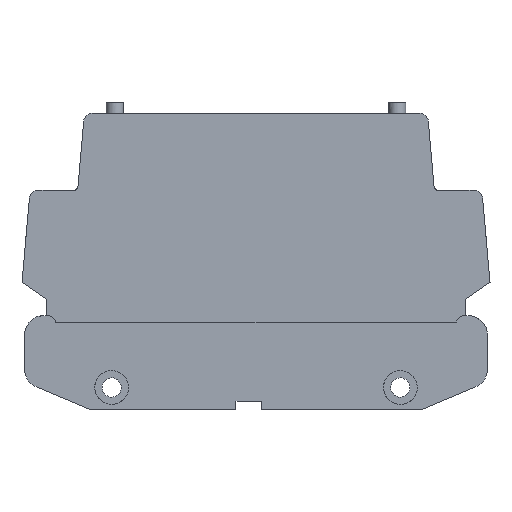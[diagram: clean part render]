
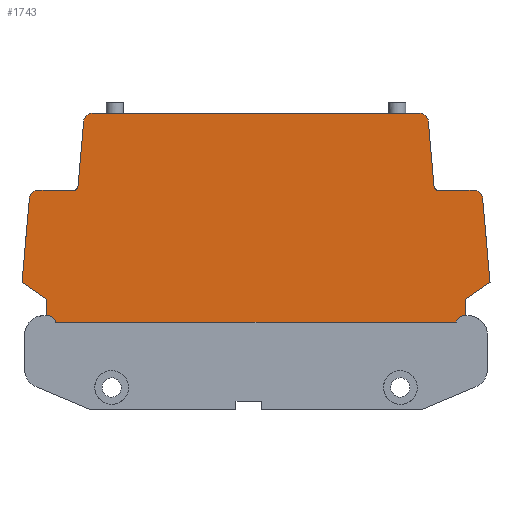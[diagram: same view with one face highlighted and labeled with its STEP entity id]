
A CAD part, left-side view. The second image highlights one B-rep face of the part: STEP entity #1743.
In plain terms, the highlighted planar face has unit normal (-1, 0, 0).
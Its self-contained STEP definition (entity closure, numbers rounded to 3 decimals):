
#657=AXIS2_PLACEMENT_3D('Circle Axis2P3D',#655,#656,$) ;
#700=AXIS2_PLACEMENT_3D('Circle Axis2P3D',#698,#699,$) ;
#757=AXIS2_PLACEMENT_3D('Circle Axis2P3D',#755,#756,$) ;
#807=AXIS2_PLACEMENT_3D('Circle Axis2P3D',#805,#806,$) ;
#850=AXIS2_PLACEMENT_3D('Circle Axis2P3D',#848,#849,$) ;
#902=AXIS2_PLACEMENT_3D('Circle Axis2P3D',#900,#901,$) ;
#1698=AXIS2_PLACEMENT_3D('Plane Axis2P3D',#1695,#1696,#1697) ;
#1702=AXIS2_PLACEMENT_3D('Circle Axis2P3D',#1700,#1701,$) ;
#1716=AXIS2_PLACEMENT_3D('Circle Axis2P3D',#1714,#1715,$) ;
#593=CARTESIAN_POINT('Line Origine',(1.3,108.567,39.538)) ;
#597=CARTESIAN_POINT('Vertex',(1.3,109.427,29.701)) ;
#599=CARTESIAN_POINT('Vertex',(1.3,107.706,49.374)) ;
#652=CARTESIAN_POINT('Vertex',(1.3,105.714,51.2)) ;
#655=CARTESIAN_POINT('Axis2P3D Location',(1.3,105.714,49.2)) ;
#673=CARTESIAN_POINT('Line Origine',(1.3,101.526,51.2)) ;
#677=CARTESIAN_POINT('Vertex',(1.3,97.337,51.2)) ;
#698=CARTESIAN_POINT('Axis2P3D Location',(1.3,97.338,52.2)) ;
#702=CARTESIAN_POINT('Vertex',(1.3,96.341,52.113)) ;
#723=CARTESIAN_POINT('Line Origine',(1.3,95.674,59.744)) ;
#727=CARTESIAN_POINT('Vertex',(1.3,95.006,67.374)) ;
#752=CARTESIAN_POINT('Vertex',(1.3,93.014,69.2)) ;
#755=CARTESIAN_POINT('Axis2P3D Location',(1.3,93.014,67.2)) ;
#773=CARTESIAN_POINT('Line Origine',(1.3,54.714,69.2)) ;
#777=CARTESIAN_POINT('Vertex',(1.3,16.414,69.2)) ;
#802=CARTESIAN_POINT('Vertex',(1.3,14.421,67.374)) ;
#805=CARTESIAN_POINT('Axis2P3D Location',(1.3,16.414,67.2)) ;
#823=CARTESIAN_POINT('Line Origine',(1.3,13.754,59.744)) ;
#827=CARTESIAN_POINT('Vertex',(1.3,13.086,52.113)) ;
#848=CARTESIAN_POINT('Axis2P3D Location',(1.3,12.09,52.2)) ;
#852=CARTESIAN_POINT('Vertex',(1.3,12.09,51.2)) ;
#868=CARTESIAN_POINT('Line Origine',(1.3,7.902,51.2)) ;
#872=CARTESIAN_POINT('Vertex',(1.3,3.714,51.2)) ;
#897=CARTESIAN_POINT('Vertex',(1.3,1.721,49.374)) ;
#900=CARTESIAN_POINT('Axis2P3D Location',(1.3,3.714,49.2)) ;
#918=CARTESIAN_POINT('Line Origine',(1.3,0.861,39.538)) ;
#922=CARTESIAN_POINT('Vertex',(1.3,0.,29.701)) ;
#1034=CARTESIAN_POINT('Line Origine',(1.3,2.857,27.7)) ;
#1038=CARTESIAN_POINT('Vertex',(1.3,5.714,25.7)) ;
#1059=CARTESIAN_POINT('Line Origine',(1.3,5.714,23.8)) ;
#1063=CARTESIAN_POINT('Vertex',(1.3,5.714,21.9)) ;
#1090=CARTESIAN_POINT('Vertex',(1.3,5.964,21.9)) ;
#1126=CARTESIAN_POINT('Line Origine',(1.3,5.839,21.9)) ;
#1337=CARTESIAN_POINT('Vertex',(1.3,103.464,21.9)) ;
#1340=CARTESIAN_POINT('Line Origine',(1.3,103.589,21.9)) ;
#1344=CARTESIAN_POINT('Vertex',(1.3,103.714,21.9)) ;
#1374=CARTESIAN_POINT('Vertex',(1.3,103.714,25.7)) ;
#1377=CARTESIAN_POINT('Line Origine',(1.3,103.714,23.8)) ;
#1395=CARTESIAN_POINT('Line Origine',(1.3,106.57,27.7)) ;
#1695=CARTESIAN_POINT('Axis2P3D Location',(1.3,54.714,0.)) ;
#1700=CARTESIAN_POINT('Axis2P3D Location',(1.3,103.464,19.9)) ;
#1704=CARTESIAN_POINT('Vertex',(1.3,101.527,20.4)) ;
#1707=CARTESIAN_POINT('Line Origine',(1.3,54.714,20.4)) ;
#1711=CARTESIAN_POINT('Vertex',(1.3,7.9,20.4)) ;
#1714=CARTESIAN_POINT('Axis2P3D Location',(1.3,5.964,19.9)) ;
#594=DIRECTION('Vector Direction',(0.,-0.087,0.996)) ;
#656=DIRECTION('Axis2P3D Direction',(1.,0.,0.)) ;
#674=DIRECTION('Vector Direction',(0.,-1.,0.)) ;
#699=DIRECTION('Axis2P3D Direction',(1.,0.,0.)) ;
#724=DIRECTION('Vector Direction',(0.,-0.087,0.996)) ;
#756=DIRECTION('Axis2P3D Direction',(1.,0.,0.)) ;
#774=DIRECTION('Vector Direction',(0.,-1.,0.)) ;
#806=DIRECTION('Axis2P3D Direction',(1.,0.,0.)) ;
#824=DIRECTION('Vector Direction',(0.,-0.087,-0.996)) ;
#849=DIRECTION('Axis2P3D Direction',(1.,0.,0.)) ;
#869=DIRECTION('Vector Direction',(0.,-1.,0.)) ;
#901=DIRECTION('Axis2P3D Direction',(1.,0.,0.)) ;
#919=DIRECTION('Vector Direction',(0.,-0.087,-0.996)) ;
#1035=DIRECTION('Vector Direction',(0.,0.819,-0.574)) ;
#1060=DIRECTION('Vector Direction',(0.,0.,-1.)) ;
#1127=DIRECTION('Vector Direction',(0.,-1.,0.)) ;
#1341=DIRECTION('Vector Direction',(0.,-1.,0.)) ;
#1378=DIRECTION('Vector Direction',(0.,0.,-1.)) ;
#1396=DIRECTION('Vector Direction',(0.,0.819,0.574)) ;
#1696=DIRECTION('Axis2P3D Direction',(1.,0.,0.)) ;
#1697=DIRECTION('Axis2P3D XDirection',(0.,1.,0.)) ;
#1701=DIRECTION('Axis2P3D Direction',(1.,0.,0.)) ;
#1708=DIRECTION('Vector Direction',(0.,-1.,0.)) ;
#1715=DIRECTION('Axis2P3D Direction',(1.,0.,0.)) ;
#595=VECTOR('Line Direction',#594,1.) ;
#675=VECTOR('Line Direction',#674,1.) ;
#725=VECTOR('Line Direction',#724,1.) ;
#775=VECTOR('Line Direction',#774,1.) ;
#825=VECTOR('Line Direction',#824,1.) ;
#870=VECTOR('Line Direction',#869,1.) ;
#920=VECTOR('Line Direction',#919,1.) ;
#1036=VECTOR('Line Direction',#1035,1.) ;
#1061=VECTOR('Line Direction',#1060,1.) ;
#1128=VECTOR('Line Direction',#1127,1.) ;
#1342=VECTOR('Line Direction',#1341,1.) ;
#1379=VECTOR('Line Direction',#1378,1.) ;
#1397=VECTOR('Line Direction',#1396,1.) ;
#1709=VECTOR('Line Direction',#1708,1.) ;
#1720=ORIENTED_EDGE('',*,*,#1040,.F.) ;
#1721=ORIENTED_EDGE('',*,*,#924,.F.) ;
#1722=ORIENTED_EDGE('',*,*,#904,.F.) ;
#1723=ORIENTED_EDGE('',*,*,#874,.F.) ;
#1724=ORIENTED_EDGE('',*,*,#854,.T.) ;
#1725=ORIENTED_EDGE('',*,*,#829,.F.) ;
#1726=ORIENTED_EDGE('',*,*,#809,.F.) ;
#1727=ORIENTED_EDGE('',*,*,#779,.F.) ;
#1728=ORIENTED_EDGE('',*,*,#759,.F.) ;
#1729=ORIENTED_EDGE('',*,*,#729,.F.) ;
#1730=ORIENTED_EDGE('',*,*,#704,.T.) ;
#1731=ORIENTED_EDGE('',*,*,#679,.F.) ;
#1732=ORIENTED_EDGE('',*,*,#659,.F.) ;
#1733=ORIENTED_EDGE('',*,*,#601,.F.) ;
#1734=ORIENTED_EDGE('',*,*,#1399,.F.) ;
#1735=ORIENTED_EDGE('',*,*,#1381,.T.) ;
#1736=ORIENTED_EDGE('',*,*,#1346,.T.) ;
#1737=ORIENTED_EDGE('',*,*,#1706,.T.) ;
#1738=ORIENTED_EDGE('',*,*,#1713,.T.) ;
#1739=ORIENTED_EDGE('',*,*,#1718,.T.) ;
#1740=ORIENTED_EDGE('',*,*,#1130,.T.) ;
#1741=ORIENTED_EDGE('',*,*,#1065,.F.) ;
#1743=ADVANCED_FACE('ABSCHLUSSPLATTE',(#1742),#1699,.F.) ;
#658=CIRCLE('generated circle',#657,2.) ;
#701=CIRCLE('generated circle',#700,1.) ;
#758=CIRCLE('generated circle',#757,2.) ;
#808=CIRCLE('generated circle',#807,2.) ;
#851=CIRCLE('generated circle',#850,1.) ;
#903=CIRCLE('generated circle',#902,2.) ;
#1703=CIRCLE('generated circle',#1702,2.) ;
#1717=CIRCLE('generated circle',#1716,2.) ;
#601=EDGE_CURVE('',#598,#600,#596,.T.) ;
#659=EDGE_CURVE('',#600,#653,#658,.T.) ;
#679=EDGE_CURVE('',#653,#678,#676,.T.) ;
#704=EDGE_CURVE('',#703,#678,#701,.T.) ;
#729=EDGE_CURVE('',#703,#728,#726,.T.) ;
#759=EDGE_CURVE('',#728,#753,#758,.T.) ;
#779=EDGE_CURVE('',#753,#778,#776,.T.) ;
#809=EDGE_CURVE('',#778,#803,#808,.T.) ;
#829=EDGE_CURVE('',#803,#828,#826,.T.) ;
#854=EDGE_CURVE('',#853,#828,#851,.T.) ;
#874=EDGE_CURVE('',#853,#873,#871,.T.) ;
#904=EDGE_CURVE('',#873,#898,#903,.T.) ;
#924=EDGE_CURVE('',#898,#923,#921,.T.) ;
#1040=EDGE_CURVE('',#923,#1039,#1037,.T.) ;
#1065=EDGE_CURVE('',#1039,#1064,#1062,.T.) ;
#1130=EDGE_CURVE('',#1091,#1064,#1129,.T.) ;
#1346=EDGE_CURVE('',#1345,#1338,#1343,.T.) ;
#1381=EDGE_CURVE('',#1375,#1345,#1380,.T.) ;
#1399=EDGE_CURVE('',#1375,#598,#1398,.T.) ;
#1706=EDGE_CURVE('',#1338,#1705,#1703,.T.) ;
#1713=EDGE_CURVE('',#1705,#1712,#1710,.T.) ;
#1718=EDGE_CURVE('',#1712,#1091,#1717,.T.) ;
#1719=EDGE_LOOP('',(#1720,#1721,#1722,#1723,#1724,#1725,#1726,#1727,#1728,#1729,#1730,#1731,#1732,#1733,#1734,#1735,#1736,#1737,#1738,#1739,#1740,#1741)) ;
#1742=FACE_OUTER_BOUND('',#1719,.T.) ;
#596=LINE('Line',#593,#595) ;
#676=LINE('Line',#673,#675) ;
#726=LINE('Line',#723,#725) ;
#776=LINE('Line',#773,#775) ;
#826=LINE('Line',#823,#825) ;
#871=LINE('Line',#868,#870) ;
#921=LINE('Line',#918,#920) ;
#1037=LINE('Line',#1034,#1036) ;
#1062=LINE('Line',#1059,#1061) ;
#1129=LINE('Line',#1126,#1128) ;
#1343=LINE('Line',#1340,#1342) ;
#1380=LINE('Line',#1377,#1379) ;
#1398=LINE('Line',#1395,#1397) ;
#1710=LINE('Line',#1707,#1709) ;
#1699=PLANE('',#1698) ;
#598=VERTEX_POINT('',#597) ;
#600=VERTEX_POINT('',#599) ;
#653=VERTEX_POINT('',#652) ;
#678=VERTEX_POINT('',#677) ;
#703=VERTEX_POINT('',#702) ;
#728=VERTEX_POINT('',#727) ;
#753=VERTEX_POINT('',#752) ;
#778=VERTEX_POINT('',#777) ;
#803=VERTEX_POINT('',#802) ;
#828=VERTEX_POINT('',#827) ;
#853=VERTEX_POINT('',#852) ;
#873=VERTEX_POINT('',#872) ;
#898=VERTEX_POINT('',#897) ;
#923=VERTEX_POINT('',#922) ;
#1039=VERTEX_POINT('',#1038) ;
#1064=VERTEX_POINT('',#1063) ;
#1091=VERTEX_POINT('',#1090) ;
#1338=VERTEX_POINT('',#1337) ;
#1345=VERTEX_POINT('',#1344) ;
#1375=VERTEX_POINT('',#1374) ;
#1705=VERTEX_POINT('',#1704) ;
#1712=VERTEX_POINT('',#1711) ;
